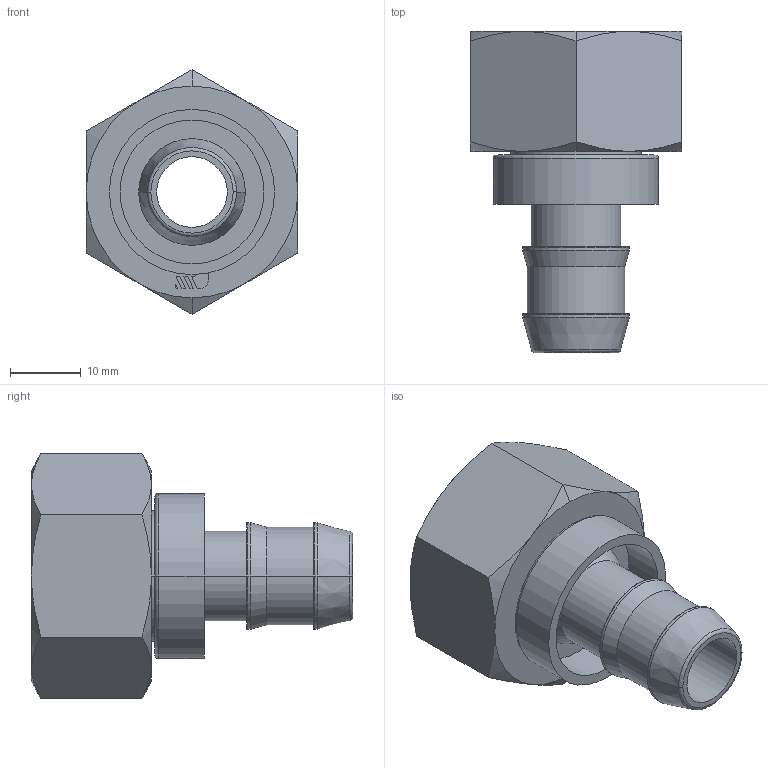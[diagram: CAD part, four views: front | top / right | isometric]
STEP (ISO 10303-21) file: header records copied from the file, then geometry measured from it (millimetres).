
FILE_DESCRIPTION(('STEP AP214'),'1');
FILE_NAME('0132_18_62.stp','2016-07-07T14:22:34',('TraceParts'),('TraceParts S.A.'),'Spatial InterOp 3D',' ',' ');
FILE_SCHEMA(('automotive_design'));
Length unit declared in the file: millimetre
Products named in the file (1): 0132-18-62_ASM|Next assembly relationship#37701-12;37701-12
Bounding box: 30 x 45.5 x 34.64 mm (x, y, z)
Volume: 12445.1 mm3; surface area: 8811.7 mm2
Topology: 1 solids, 1 shells, 123 faces, 274 edges, 168 vertices
Faces by surface type: plane 40, cylinder 35, cone 26, torus 22
Entity records: 3559 total; most frequent: CARTESIAN_POINT 734, DIRECTION 642, ORIENTED_EDGE 548, EDGE_CURVE 274, AXIS2_PLACEMENT_3D 268, VERTEX_POINT 168, CIRCLE 144, EDGE_LOOP 140
